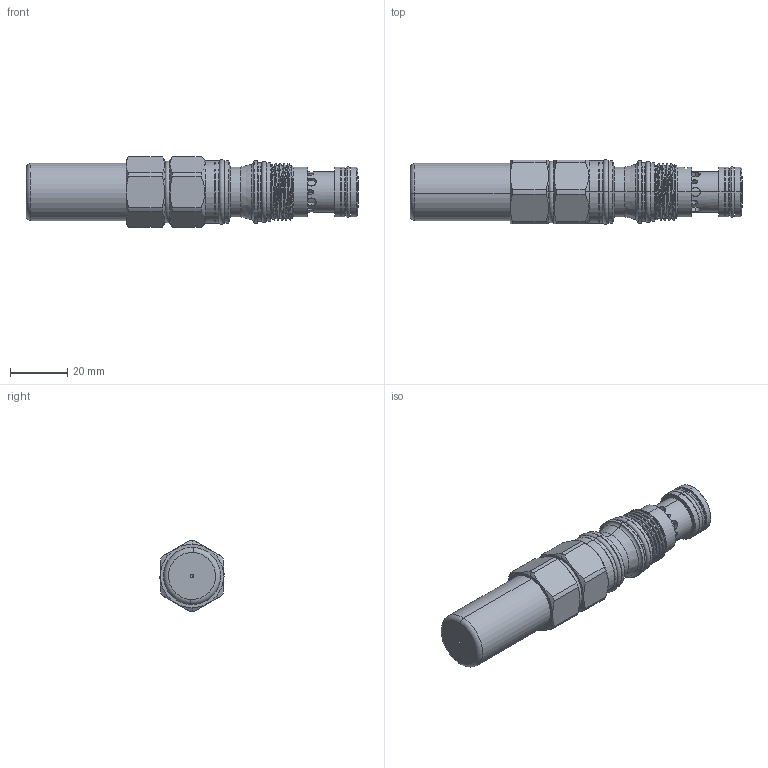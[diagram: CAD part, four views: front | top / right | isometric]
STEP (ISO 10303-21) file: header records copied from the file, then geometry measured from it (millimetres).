
FILE_DESCRIPTION (( 'STEP AP203' ), '1' );
FILE_NAME ('SC11A20-C.STEP', '2020-03-25T03:11:43', ( '' ), ( '' ), 'SwSTEP 2.0', 'SolidWorks 2018', '' );
FILE_SCHEMA (( 'CONFIG_CONTROL_DESIGN' ));
Length unit declared in the file: millimetre
Products named in the file (1): SC11A20-C
Bounding box: 116.01 x 22.55 x 24.8 mm (x, y, z)
Volume: 31506.1 mm3; surface area: 16503.4 mm2
Topology: 6 solids, 7 shells, 388 faces, 918 edges, 570 vertices
Faces by surface type: cylinder 184, plane 81, torus 57, cone 56, bspline 9, sphere 1
Entity records: 19421 total; most frequent: CARTESIAN_POINT 10661, DIRECTION 1829, ORIENTED_EDGE 1828, EDGE_CURVE 914, AXIS2_PLACEMENT_3D 776, VERTEX_POINT 569, EDGE_LOOP 433, CIRCLE 396
